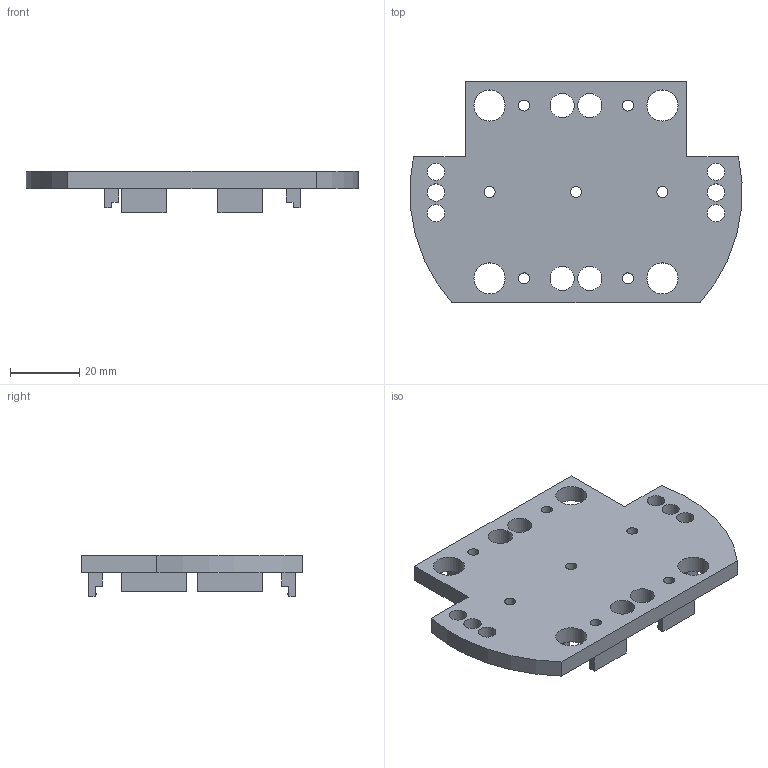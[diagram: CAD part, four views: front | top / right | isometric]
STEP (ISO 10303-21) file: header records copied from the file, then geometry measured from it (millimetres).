
FILE_DESCRIPTION(/* description */ (''),/* implementation_level */ '2;1');
FILE_NAME(/* name */ 'PSUholder.step',/* time_stamp */ '2025-07-02T19:55:40+02:00',/* author */ (''),/* organization */ (''),/* preprocessor_version */ 'ST-DEVELOPER v20.1',/* originating_system */ 'Autodesk Translation Framework v14.10.0.0',/* authorisation */ '');
FILE_SCHEMA (('AUTOMOTIVE_DESIGN { 1 0 10303 214 3 1 1 }'));
Length unit declared in the file: millimetre
Products named in the file (1): PSUholder
Bounding box: 96.02 x 64 x 12 mm (x, y, z)
Volume: 25653.6 mm3; surface area: 14461.8 mm2
Topology: 1 solids, 1 shells, 99 faces, 283 edges, 186 vertices
Faces by surface type: plane 72, cylinder 23, bspline 4
Full cylindrical faces by diameter (mm): 3.2 x7, 5 x6, 7 x4, 9 x4
Entity records: 3324 total; most frequent: CARTESIAN_POINT 605, ORIENTED_EDGE 566, DIRECTION 525, EDGE_CURVE 283, LINE 217, VECTOR 217, VERTEX_POINT 186, AXIS2_PLACEMENT_3D 154
